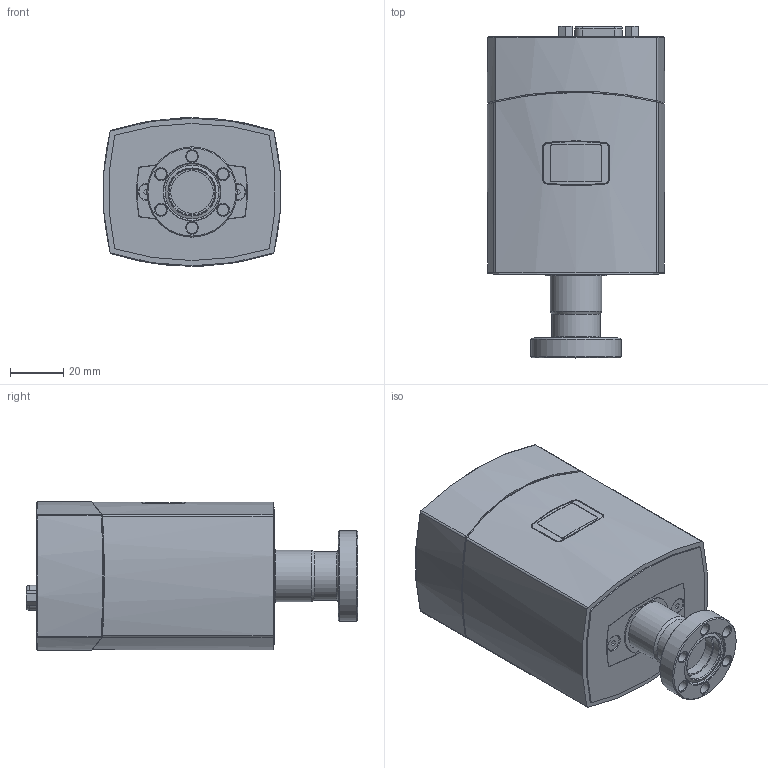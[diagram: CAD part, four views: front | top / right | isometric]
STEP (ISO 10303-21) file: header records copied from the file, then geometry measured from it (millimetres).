
FILE_DESCRIPTION((''),'2;1');
FILE_NAME('MPCG55x_FCC_PBus_16CF.stp','2013-04-04T07:12:47',('BEM'),(''),'Autodesk Inventor 2012','Autodesk Inventor 2012','');
FILE_SCHEMA(('AUTOMOTIVE_DESIGN { 1 0 10303 214 1 1 1 1 }'));
Length unit declared in the file: millimetre
Products named in the file (1): Bauteil2
Bounding box: 67 x 125.1 x 56 mm (x, y, z)
Volume: 76507.5 mm3; surface area: 71587.6 mm2
Topology: 3 solids, 3 shells, 976 faces, 2572 edges, 1679 vertices
Faces by surface type: plane 580, cylinder 305, cone 52, torus 22, sphere 9, bspline 8
Full cylindrical faces by diameter (mm): 0.9 x26, 1.1 x2, 1.3 x5, 2.156 x2, 2.6 x5, 2.8 x4, 2.845 x2, 2.9 x4, 3 x6, 3.2 x7, 3.4 x4, 3.6 x2, 4 x2, 4.3 x6, 16 x2, 17.2 x1, 18 x1, 18.2 x1, 19 x1, 19.5 x1, 34 x1
Entity records: 30932 total; most frequent: CARTESIAN_POINT 6155, DIRECTION 4813, ORIENTED_EDGE 4788, EDGE_CURVE 2394, VERTEX_POINT 1642, VECTOR 1629, LINE 1629, AXIS2_PLACEMENT_3D 1592
